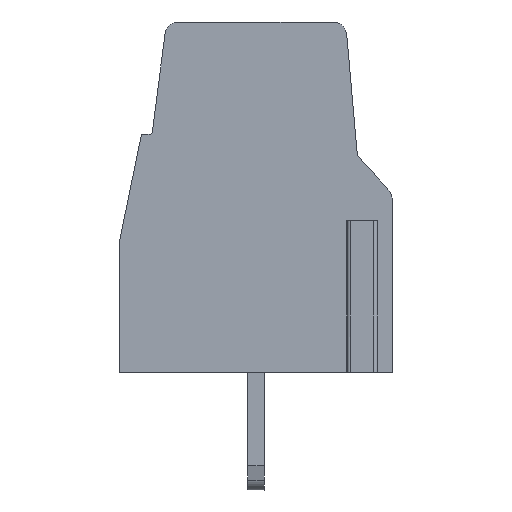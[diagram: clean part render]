
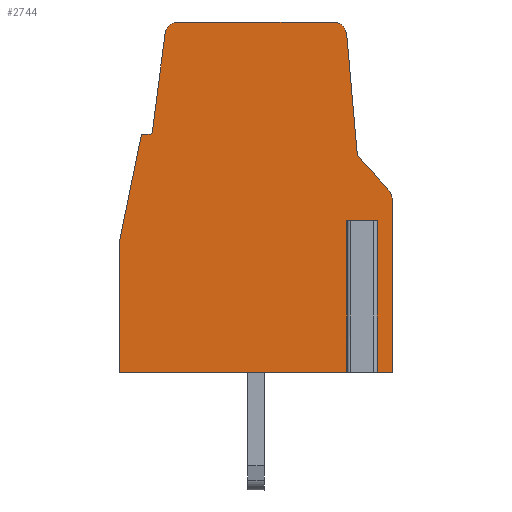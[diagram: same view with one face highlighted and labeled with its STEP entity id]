
A CAD part, left-side view. The second image highlights one B-rep face of the part: STEP entity #2744.
In plain terms, the highlighted planar face has unit normal (-1, 0, 0).
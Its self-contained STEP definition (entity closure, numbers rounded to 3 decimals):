
#1582=AXIS2_PLACEMENT_3D('Circle Axis2P3D',#1580,#1581,$) ;
#1634=AXIS2_PLACEMENT_3D('Circle Axis2P3D',#1632,#1633,$) ;
#1792=AXIS2_PLACEMENT_3D('Circle Axis2P3D',#1790,#1791,$) ;
#1885=AXIS2_PLACEMENT_3D('Circle Axis2P3D',#1883,#1884,$) ;
#2704=AXIS2_PLACEMENT_3D('Plane Axis2P3D',#2701,#2702,#2703) ;
#40=CARTESIAN_POINT('Vertex',(0.5,8.1,3.5)) ;
#126=CARTESIAN_POINT('Vertex',(0.5,0.,3.5)) ;
#129=CARTESIAN_POINT('Line Origine',(0.5,0.226,3.5)) ;
#133=CARTESIAN_POINT('Vertex',(0.5,0.452,3.5)) ;
#258=CARTESIAN_POINT('Vertex',(0.5,1.348,3.5)) ;
#261=CARTESIAN_POINT('Line Origine',(0.5,4.724,3.5)) ;
#308=CARTESIAN_POINT('Line Origine',(0.5,8.1,5.45)) ;
#312=CARTESIAN_POINT('Vertex',(0.5,8.1,7.4)) ;
#851=CARTESIAN_POINT('Vertex',(0.5,0.,8.598)) ;
#854=CARTESIAN_POINT('Line Origine',(0.5,0.,6.049)) ;
#1125=CARTESIAN_POINT('Line Origine',(0.5,7.776,8.98)) ;
#1129=CARTESIAN_POINT('Vertex',(0.5,7.451,10.56)) ;
#1539=CARTESIAN_POINT('Line Origine',(0.5,7.339,10.56)) ;
#1543=CARTESIAN_POINT('Vertex',(0.5,7.227,10.56)) ;
#1580=CARTESIAN_POINT('Axis2P3D Location',(0.5,7.227,10.66)) ;
#1584=CARTESIAN_POINT('Vertex',(0.5,7.128,10.647)) ;
#1607=CARTESIAN_POINT('Line Origine',(0.5,6.939,12.099)) ;
#1611=CARTESIAN_POINT('Vertex',(0.5,6.751,13.552)) ;
#1632=CARTESIAN_POINT('Axis2P3D Location',(0.5,6.354,13.5)) ;
#1636=CARTESIAN_POINT('Vertex',(0.5,6.354,13.9)) ;
#1673=CARTESIAN_POINT('Line Origine',(0.5,4.054,13.9)) ;
#1677=CARTESIAN_POINT('Vertex',(0.5,1.754,13.9)) ;
#1790=CARTESIAN_POINT('Axis2P3D Location',(0.5,1.754,13.5)) ;
#1794=CARTESIAN_POINT('Vertex',(0.5,1.356,13.535)) ;
#1831=CARTESIAN_POINT('Line Origine',(0.5,1.198,11.731)) ;
#1835=CARTESIAN_POINT('Vertex',(0.5,1.04,9.927)) ;
#1858=CARTESIAN_POINT('Line Origine',(0.5,0.586,9.433)) ;
#1862=CARTESIAN_POINT('Vertex',(0.5,0.132,8.938)) ;
#1883=CARTESIAN_POINT('Axis2P3D Location',(0.5,0.505,8.598)) ;
#2701=CARTESIAN_POINT('Axis2P3D Location',(0.5,0.,0.)) ;
#2706=CARTESIAN_POINT('Line Origine',(0.5,1.348,5.75)) ;
#2710=CARTESIAN_POINT('Vertex',(0.5,1.348,8.)) ;
#2713=CARTESIAN_POINT('Line Origine',(0.5,0.9,8.)) ;
#2717=CARTESIAN_POINT('Vertex',(0.5,0.452,8.)) ;
#2720=CARTESIAN_POINT('Line Origine',(0.5,0.452,5.75)) ;
#130=DIRECTION('Vector Direction',(0.,1.,0.)) ;
#262=DIRECTION('Vector Direction',(0.,1.,0.)) ;
#309=DIRECTION('Vector Direction',(0.,0.,1.)) ;
#855=DIRECTION('Vector Direction',(0.,0.,-1.)) ;
#1126=DIRECTION('Vector Direction',(0.,-0.201,0.98)) ;
#1540=DIRECTION('Vector Direction',(0.,-1.,0.)) ;
#1581=DIRECTION('Axis2P3D Direction',(-1.,-0.,0.)) ;
#1608=DIRECTION('Vector Direction',(0.,-0.129,0.992)) ;
#1633=DIRECTION('Axis2P3D Direction',(-1.,0.,0.)) ;
#1674=DIRECTION('Vector Direction',(0.,-1.,0.)) ;
#1791=DIRECTION('Axis2P3D Direction',(-1.,0.,0.)) ;
#1832=DIRECTION('Vector Direction',(0.,-0.087,-0.996)) ;
#1859=DIRECTION('Vector Direction',(0.,-0.677,-0.736)) ;
#1884=DIRECTION('Axis2P3D Direction',(-1.,0.,0.)) ;
#2702=DIRECTION('Axis2P3D Direction',(-1.,0.,0.)) ;
#2703=DIRECTION('Axis2P3D XDirection',(0.,0.,1.)) ;
#2707=DIRECTION('Vector Direction',(0.,0.,1.)) ;
#2714=DIRECTION('Vector Direction',(0.,-1.,0.)) ;
#2721=DIRECTION('Vector Direction',(0.,0.,1.)) ;
#131=VECTOR('Line Direction',#130,1.) ;
#263=VECTOR('Line Direction',#262,1.) ;
#310=VECTOR('Line Direction',#309,1.) ;
#856=VECTOR('Line Direction',#855,1.) ;
#1127=VECTOR('Line Direction',#1126,1.) ;
#1541=VECTOR('Line Direction',#1540,1.) ;
#1609=VECTOR('Line Direction',#1608,1.) ;
#1675=VECTOR('Line Direction',#1674,1.) ;
#1833=VECTOR('Line Direction',#1832,1.) ;
#1860=VECTOR('Line Direction',#1859,1.) ;
#2708=VECTOR('Line Direction',#2707,1.) ;
#2715=VECTOR('Line Direction',#2714,1.) ;
#2722=VECTOR('Line Direction',#2721,1.) ;
#2726=ORIENTED_EDGE('',*,*,#135,.T.) ;
#2727=ORIENTED_EDGE('',*,*,#858,.T.) ;
#2728=ORIENTED_EDGE('',*,*,#1887,.T.) ;
#2729=ORIENTED_EDGE('',*,*,#1864,.T.) ;
#2730=ORIENTED_EDGE('',*,*,#1837,.T.) ;
#2731=ORIENTED_EDGE('',*,*,#1796,.T.) ;
#2732=ORIENTED_EDGE('',*,*,#1679,.T.) ;
#2733=ORIENTED_EDGE('',*,*,#1638,.T.) ;
#2734=ORIENTED_EDGE('',*,*,#1613,.T.) ;
#2735=ORIENTED_EDGE('',*,*,#1586,.T.) ;
#2736=ORIENTED_EDGE('',*,*,#1545,.T.) ;
#2737=ORIENTED_EDGE('',*,*,#1131,.T.) ;
#2738=ORIENTED_EDGE('',*,*,#314,.T.) ;
#2739=ORIENTED_EDGE('',*,*,#265,.T.) ;
#2740=ORIENTED_EDGE('',*,*,#2712,.T.) ;
#2741=ORIENTED_EDGE('',*,*,#2719,.F.) ;
#2742=ORIENTED_EDGE('',*,*,#2724,.F.) ;
#2744=ADVANCED_FACE('HOUSING',(#2743),#2705,.T.) ;
#1583=CIRCLE('generated circle',#1582,0.1) ;
#1635=CIRCLE('generated circle',#1634,0.4) ;
#1793=CIRCLE('generated circle',#1792,0.4) ;
#1886=CIRCLE('generated circle',#1885,0.505) ;
#135=EDGE_CURVE('',#134,#127,#132,.F.) ;
#265=EDGE_CURVE('',#41,#259,#264,.F.) ;
#314=EDGE_CURVE('',#313,#41,#311,.F.) ;
#858=EDGE_CURVE('',#127,#852,#857,.F.) ;
#1131=EDGE_CURVE('',#1130,#313,#1128,.F.) ;
#1545=EDGE_CURVE('',#1544,#1130,#1542,.F.) ;
#1586=EDGE_CURVE('',#1585,#1544,#1583,.F.) ;
#1613=EDGE_CURVE('',#1612,#1585,#1610,.F.) ;
#1638=EDGE_CURVE('',#1637,#1612,#1635,.T.) ;
#1679=EDGE_CURVE('',#1678,#1637,#1676,.F.) ;
#1796=EDGE_CURVE('',#1795,#1678,#1793,.T.) ;
#1837=EDGE_CURVE('',#1836,#1795,#1834,.F.) ;
#1864=EDGE_CURVE('',#1863,#1836,#1861,.F.) ;
#1887=EDGE_CURVE('',#852,#1863,#1886,.T.) ;
#2712=EDGE_CURVE('',#259,#2711,#2709,.T.) ;
#2719=EDGE_CURVE('',#2718,#2711,#2716,.F.) ;
#2724=EDGE_CURVE('',#134,#2718,#2723,.T.) ;
#2725=EDGE_LOOP('',(#2726,#2727,#2728,#2729,#2730,#2731,#2732,#2733,#2734,#2735,#2736,#2737,#2738,#2739,#2740,#2741,#2742)) ;
#2743=FACE_OUTER_BOUND('',#2725,.T.) ;
#132=LINE('Line',#129,#131) ;
#264=LINE('Line',#261,#263) ;
#311=LINE('Line',#308,#310) ;
#857=LINE('Line',#854,#856) ;
#1128=LINE('Line',#1125,#1127) ;
#1542=LINE('Line',#1539,#1541) ;
#1610=LINE('Line',#1607,#1609) ;
#1676=LINE('Line',#1673,#1675) ;
#1834=LINE('Line',#1831,#1833) ;
#1861=LINE('Line',#1858,#1860) ;
#2709=LINE('Line',#2706,#2708) ;
#2716=LINE('Line',#2713,#2715) ;
#2723=LINE('Line',#2720,#2722) ;
#2705=PLANE('',#2704) ;
#41=VERTEX_POINT('',#40) ;
#127=VERTEX_POINT('',#126) ;
#134=VERTEX_POINT('',#133) ;
#259=VERTEX_POINT('',#258) ;
#313=VERTEX_POINT('',#312) ;
#852=VERTEX_POINT('',#851) ;
#1130=VERTEX_POINT('',#1129) ;
#1544=VERTEX_POINT('',#1543) ;
#1585=VERTEX_POINT('',#1584) ;
#1612=VERTEX_POINT('',#1611) ;
#1637=VERTEX_POINT('',#1636) ;
#1678=VERTEX_POINT('',#1677) ;
#1795=VERTEX_POINT('',#1794) ;
#1836=VERTEX_POINT('',#1835) ;
#1863=VERTEX_POINT('',#1862) ;
#2711=VERTEX_POINT('',#2710) ;
#2718=VERTEX_POINT('',#2717) ;
